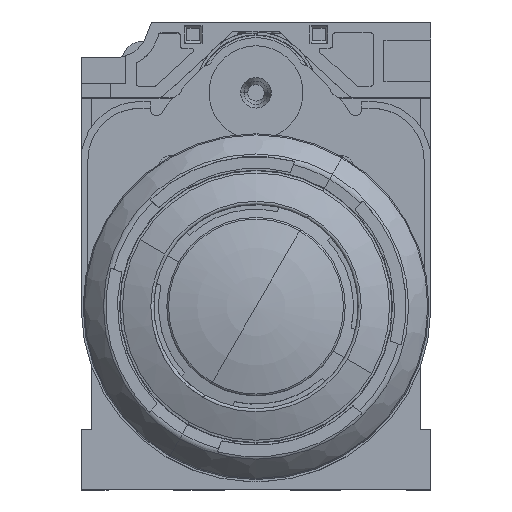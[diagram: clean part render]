
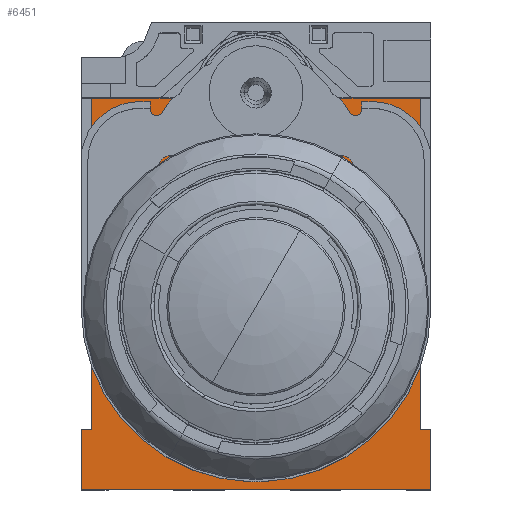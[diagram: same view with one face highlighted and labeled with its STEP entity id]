
A CAD part, top view. The second image highlights one B-rep face of the part: STEP entity #6451.
In plain terms, the highlighted planar face has unit normal (0, 0, 1).
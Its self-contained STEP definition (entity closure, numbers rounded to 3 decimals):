
#6451=ADVANCED_FACE('',(#13183,#13184),#13185,.F.);
#13183=FACE_BOUND('',#20139,.T.);
#13184=FACE_OUTER_BOUND('',#20140,.T.);
#13185=PLANE('',#20141);
#20139=EDGE_LOOP('',(#40603,#40604));
#20140=EDGE_LOOP('',(#40605,#40606,#40607,#40608,#40609,#40610,#40611,#40612,#40613,#40614));
#20141=AXIS2_PLACEMENT_3D('',#40615,#40616,#40617);
#40603=ORIENTED_EDGE('',*,*,#46427,.T.);
#40604=ORIENTED_EDGE('',*,*,#50882,.T.);
#40605=ORIENTED_EDGE('',*,*,#50883,.T.);
#40606=ORIENTED_EDGE('',*,*,#50856,.F.);
#40607=ORIENTED_EDGE('',*,*,#50851,.T.);
#40608=ORIENTED_EDGE('',*,*,#50884,.T.);
#40609=ORIENTED_EDGE('',*,*,#50865,.T.);
#40610=ORIENTED_EDGE('',*,*,#50846,.F.);
#40611=ORIENTED_EDGE('',*,*,#50841,.F.);
#40612=ORIENTED_EDGE('',*,*,#50885,.T.);
#40613=ORIENTED_EDGE('',*,*,#47569,.T.);
#40614=ORIENTED_EDGE('',*,*,#50886,.T.);
#40615=CARTESIAN_POINT('',(14.9,18.4,32.55));
#40616=DIRECTION('',(0.0,0.0,-1.0));
#40617=DIRECTION('',(0.0,1.0,0.0));
#46427=EDGE_CURVE('',#56872,#56876,#56878,.T.);
#47569=EDGE_CURVE('',#58677,#58675,#58678,.T.);
#50841=EDGE_CURVE('',#63480,#63482,#63483,.T.);
#50846=EDGE_CURVE('',#63482,#63488,#63489,.T.);
#50851=EDGE_CURVE('',#63495,#63493,#63496,.T.);
#50856=EDGE_CURVE('',#63495,#63501,#63502,.T.);
#50865=EDGE_CURVE('',#63513,#63488,#63514,.T.);
#50882=EDGE_CURVE('',#56876,#56872,#63540,.T.);
#50883=EDGE_CURVE('',#63541,#63501,#63542,.T.);
#50884=EDGE_CURVE('',#63493,#63513,#63543,.T.);
#50885=EDGE_CURVE('',#63480,#58677,#63544,.T.);
#50886=EDGE_CURVE('',#58675,#63541,#63545,.T.);
#56872=VERTEX_POINT('',#75879);
#56876=VERTEX_POINT('',#75884);
#56878=CIRCLE('',#75887,12.3);
#58675=VERTEX_POINT('',#78370);
#58677=VERTEX_POINT('',#78373);
#58678=CIRCLE('',#78374,5.2);
#63480=VERTEX_POINT('',#85113);
#63482=VERTEX_POINT('',#85116);
#63483=LINE('',#85117,#85118);
#63488=VERTEX_POINT('',#85125);
#63489=LINE('',#85126,#85127);
#63493=VERTEX_POINT('',#85133);
#63495=VERTEX_POINT('',#85136);
#63496=LINE('',#85137,#85138);
#63501=VERTEX_POINT('',#85145);
#63502=LINE('',#85146,#85147);
#63513=VERTEX_POINT('',#85163);
#63514=LINE('',#85164,#85165);
#63540=CIRCLE('',#85201,12.3);
#63541=VERTEX_POINT('',#85202);
#63542=LINE('',#85203,#85204);
#63543=LINE('',#85205,#85206);
#63544=LINE('',#85207,#85208);
#63545=LINE('',#85209,#85210);
#75879=CARTESIAN_POINT('',(14.9,27.85,32.55));
#75884=CARTESIAN_POINT('',(14.9,3.25,32.55));
#75887=AXIS2_PLACEMENT_3D('',#91727,#91728,#91729);
#78370=CARTESIAN_POINT('',(9.719,33.36,32.55));
#78373=CARTESIAN_POINT('',(20.081,33.36,32.55));
#78374=AXIS2_PLACEMENT_3D('',#93107,#93108,#93109);
#85113=CARTESIAN_POINT('',(28.9,33.36,32.55));
#85116=CARTESIAN_POINT('',(28.9,5.141,32.55));
#85117=CARTESIAN_POINT('',(28.9,18.4,32.55));
#85118=VECTOR('',#97136,1.0);
#85125=CARTESIAN_POINT('',(29.8,5.141,32.55));
#85126=CARTESIAN_POINT('',(0.0,5.141,32.55));
#85127=VECTOR('',#97139,1.0);
#85133=CARTESIAN_POINT('',(0.0,0.,32.55));
#85136=CARTESIAN_POINT('',(0.0,5.141,32.55));
#85137=CARTESIAN_POINT('',(0.0,5.141,32.55));
#85138=VECTOR('',#97143,1.0);
#85145=CARTESIAN_POINT('',(0.9,5.141,32.55));
#85146=CARTESIAN_POINT('',(0.0,5.141,32.55));
#85147=VECTOR('',#97146,1.0);
#85163=CARTESIAN_POINT('',(29.8,0.,32.55));
#85164=CARTESIAN_POINT('',(29.8,5.141,32.55));
#85165=VECTOR('',#97152,1.0);
#85201=AXIS2_PLACEMENT_3D('',#97172,#97173,#97174);
#85202=CARTESIAN_POINT('',(0.9,33.36,32.55));
#85203=CARTESIAN_POINT('',(0.9,18.4,32.55));
#85204=VECTOR('',#97175,1.0);
#85205=CARTESIAN_POINT('',(0.0,0.,32.55));
#85206=VECTOR('',#97176,1.0);
#85207=CARTESIAN_POINT('',(14.9,33.36,32.55));
#85208=VECTOR('',#97177,1.0);
#85209=CARTESIAN_POINT('',(14.9,33.36,32.55));
#85210=VECTOR('',#97178,1.0);
#91727=CARTESIAN_POINT('',(14.9,15.55,32.55));
#91728=DIRECTION('',(0.0,0.0,-1.0));
#91729=DIRECTION('',(0.0,1.0,0.0));
#93107=CARTESIAN_POINT('',(14.9,33.8,32.55));
#93108=DIRECTION('',(0.0,0.0,-1.0));
#93109=DIRECTION('',(1.0,0.0,0.0));
#97136=DIRECTION('',(0.0,-1.0,0.0));
#97139=DIRECTION('',(1.0,0.0,0.0));
#97143=DIRECTION('',(0.0,-1.0,0.0));
#97146=DIRECTION('',(1.0,0.0,0.0));
#97152=DIRECTION('',(0.0,1.0,0.0));
#97172=CARTESIAN_POINT('',(14.9,15.55,32.55));
#97173=DIRECTION('',(0.0,0.0,-1.0));
#97174=DIRECTION('',(0.0,1.0,0.0));
#97175=DIRECTION('',(0.0,-1.0,0.0));
#97176=DIRECTION('',(1.0,0.0,0.0));
#97177=DIRECTION('',(-1.0,-0.0,-0.0));
#97178=DIRECTION('',(-1.0,-0.0,-0.0));
